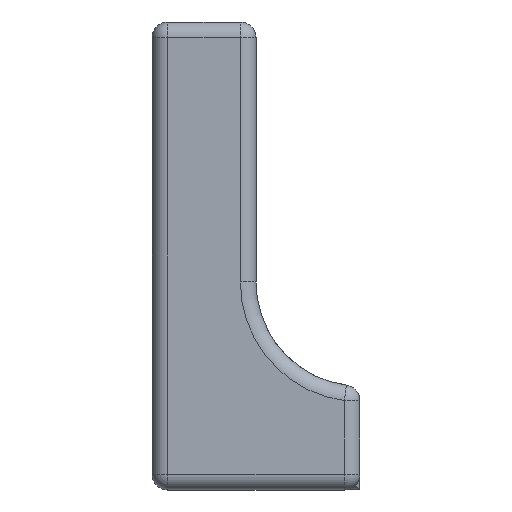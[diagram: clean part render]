
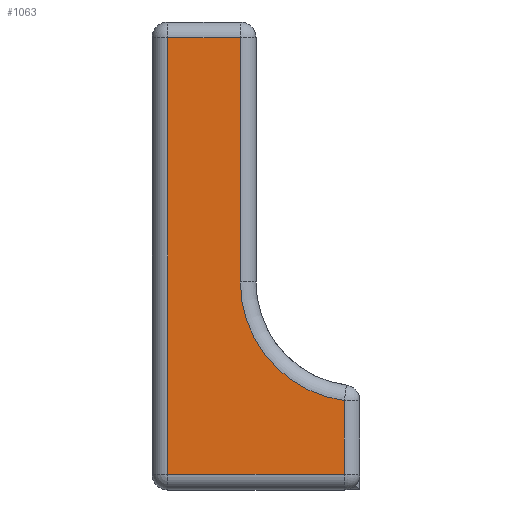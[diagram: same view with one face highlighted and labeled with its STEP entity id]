
A CAD part, front view. The second image highlights one B-rep face of the part: STEP entity #1063.
In plain terms, the highlighted planar face has unit normal (0, -1, 0).
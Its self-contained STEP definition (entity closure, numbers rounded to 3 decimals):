
#25 = ORIENTED_EDGE ( 'NONE', *, *, #1722, .T. ) ;
#92 = FACE_OUTER_BOUND ( 'NONE', #2605, .T. ) ;
#166 = ORIENTED_EDGE ( 'NONE', *, *, #5602, .T. ) ;
#328 = CARTESIAN_POINT ( 'NONE',  ( 1.5, 0., -43.5 ) ) ;
#495 = DIRECTION ( 'NONE',  ( 0., 1., 0. ) ) ;
#508 = VECTOR ( 'NONE', #784, 1000. ) ;
#584 = DIRECTION ( 'NONE',  ( 0., 0., 1. ) ) ;
#727 = ORIENTED_EDGE ( 'NONE', *, *, #869, .T. ) ;
#784 = DIRECTION ( 'NONE',  ( 1., 0., 0. ) ) ;
#869 = EDGE_CURVE ( 'NONE', #5067, #1661, #5271, .T. ) ;
#901 = LINE ( 'NONE', #6126, #5756 ) ;
#977 = LINE ( 'NONE', #1905, #3347 ) ;
#1063 = ADVANCED_FACE ( 'NONE', ( #92 ), #3574, .F. ) ;
#1289 = DIRECTION ( 'NONE',  ( 0., 0., -1. ) ) ;
#1307 = EDGE_CURVE ( 'NONE', #2462, #3888, #2632, .T. ) ;
#1317 = VERTEX_POINT ( 'NONE', #2365 ) ;
#1415 = EDGE_CURVE ( 'NONE', #3888, #5067, #4755, .T. ) ;
#1479 = CARTESIAN_POINT ( 'NONE',  ( 18.5, 0., -36.402 ) ) ;
#1516 = CARTESIAN_POINT ( 'NONE',  ( 10., 0., 0. ) ) ;
#1571 = ORIENTED_EDGE ( 'NONE', *, *, #1307, .T. ) ;
#1661 = VERTEX_POINT ( 'NONE', #4097 ) ;
#1722 = EDGE_CURVE ( 'NONE', #1317, #2462, #977, .T. ) ;
#1905 = CARTESIAN_POINT ( 'NONE',  ( 18.5, 0., -35. ) ) ;
#1952 = VECTOR ( 'NONE', #4314, 1000. ) ;
#2106 = CARTESIAN_POINT ( 'NONE',  ( 8.5, 0., 0. ) ) ;
#2365 = CARTESIAN_POINT ( 'NONE',  ( 18.5, 0., -43.5 ) ) ;
#2462 = VERTEX_POINT ( 'NONE', #1479 ) ;
#2605 = EDGE_LOOP ( 'NONE', ( #4400, #727, #166, #3953, #25, #1571 ) ) ;
#2632 = CIRCLE ( 'NONE', #4244, 11.5 ) ;
#2699 = LINE ( 'NONE', #3271, #508 ) ;
#2903 = CARTESIAN_POINT ( 'NONE',  ( 10., 0., -1.5 ) ) ;
#3220 = VERTEX_POINT ( 'NONE', #328 ) ;
#3271 = CARTESIAN_POINT ( 'NONE',  ( 10., 0., -43.5 ) ) ;
#3286 = CARTESIAN_POINT ( 'NONE',  ( 20., 0., -25. ) ) ;
#3347 = VECTOR ( 'NONE', #584, 1000. ) ;
#3567 = DIRECTION ( 'NONE',  ( 0., 0., 1. ) ) ;
#3574 = PLANE ( 'NONE',  #3928 ) ;
#3647 = VECTOR ( 'NONE', #3567, 1000. ) ;
#3888 = VERTEX_POINT ( 'NONE', #5889 ) ;
#3928 = AXIS2_PLACEMENT_3D ( 'NONE', #1516, #4001, #4536 ) ;
#3953 = ORIENTED_EDGE ( 'NONE', *, *, #4462, .T. ) ;
#4001 = DIRECTION ( 'NONE',  ( 0., 1., 0. ) ) ;
#4097 = CARTESIAN_POINT ( 'NONE',  ( 1.5, 0., -1.5 ) ) ;
#4244 = AXIS2_PLACEMENT_3D ( 'NONE', #3286, #495, #4282 ) ;
#4282 = DIRECTION ( 'NONE',  ( 0., 0., 1. ) ) ;
#4314 = DIRECTION ( 'NONE',  ( -1., 0., 0. ) ) ;
#4400 = ORIENTED_EDGE ( 'NONE', *, *, #1415, .T. ) ;
#4462 = EDGE_CURVE ( 'NONE', #3220, #1317, #2699, .T. ) ;
#4536 = DIRECTION ( 'NONE',  ( 0., 0., 1. ) ) ;
#4755 = LINE ( 'NONE', #2106, #3647 ) ;
#5067 = VERTEX_POINT ( 'NONE', #5772 ) ;
#5271 = LINE ( 'NONE', #2903, #1952 ) ;
#5602 = EDGE_CURVE ( 'NONE', #1661, #3220, #901, .T. ) ;
#5756 = VECTOR ( 'NONE', #1289, 1000. ) ;
#5772 = CARTESIAN_POINT ( 'NONE',  ( 8.5, 0., -1.5 ) ) ;
#5889 = CARTESIAN_POINT ( 'NONE',  ( 8.5, 0., -25. ) ) ;
#6126 = CARTESIAN_POINT ( 'NONE',  ( 1.5, 0., -45. ) ) ;
